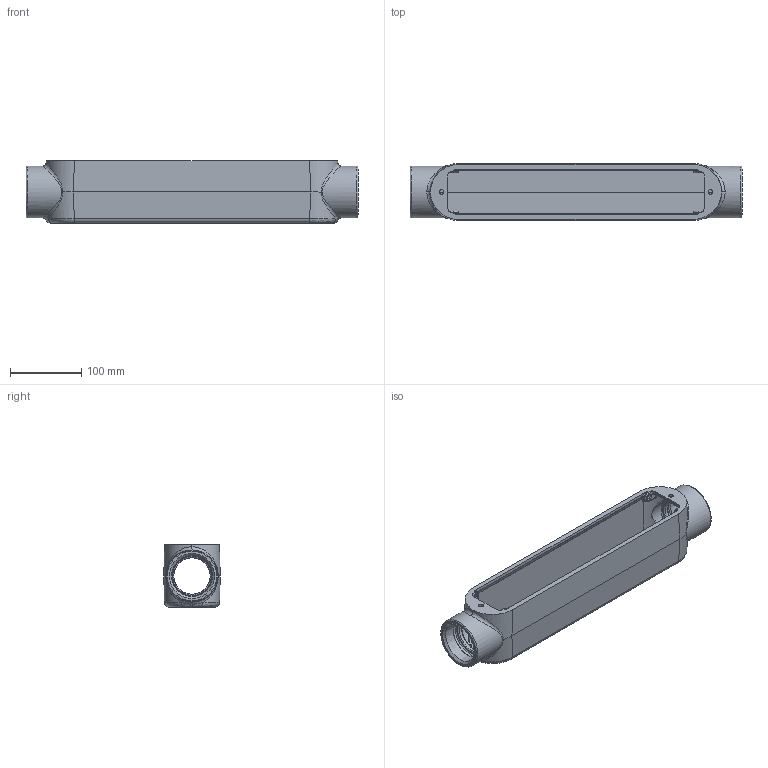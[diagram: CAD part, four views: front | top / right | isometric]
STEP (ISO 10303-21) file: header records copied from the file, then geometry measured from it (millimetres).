
FILE_DESCRIPTION(/* description */ (''),/* implementation_level */ '2;1');
FILE_NAME(/* name */ 'KIL_MOC-6.stp',/* time_stamp */ '2020-06-03T18:52:29+05:00',/* author */ ('lsugumaran'),/* organization */ (''),/* preprocessor_version */ 'ST-DEVELOPER v18',/* originating_system */ 'Autodesk Inventor 2020',/* authorisation */ '');
FILE_SCHEMA (('AUTOMOTIVE_DESIGN { 1 0 10303 214 3 1 1 }'));
Length unit declared in the file: inch
Products named in the file (1): 21238-2
Bounding box: 466.73 x 79.38 x 87.31 mm (x, y, z)
Volume: 718628.7 mm3; surface area: 233685.2 mm2
Topology: 1 solids, 1 shells, 661 faces, 1711 edges, 1081 vertices
Faces by surface type: plane 278, bspline 225, cylinder 71, cone 55, torus 24, sphere 8
Full cylindrical faces by diameter (mm): 6.401 x2, 50.902 x2, 60.325 x2, 60.477 x2, 73.025 x2
Entity records: 30086 total; most frequent: CARTESIAN_POINT 15247, ORIENTED_EDGE 3406, DIRECTION 2503, EDGE_CURVE 1703, VERTEX_POINT 1081, AXIS2_PLACEMENT_3D 841, LINE 821, VECTOR 821
